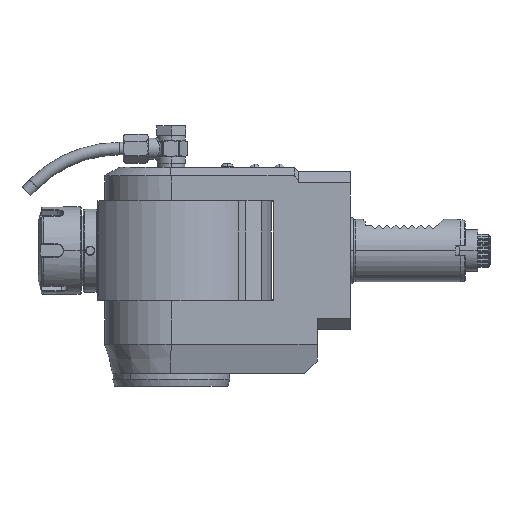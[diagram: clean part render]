
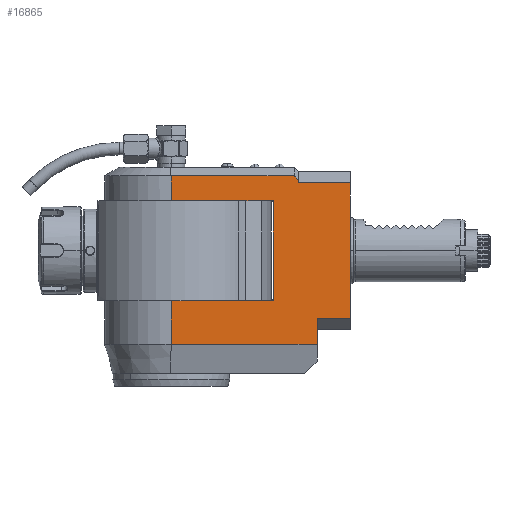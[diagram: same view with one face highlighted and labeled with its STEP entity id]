
A CAD part, left-side view. The second image highlights one B-rep face of the part: STEP entity #16865.
In plain terms, the highlighted planar face has unit normal (-1, 0, 0).
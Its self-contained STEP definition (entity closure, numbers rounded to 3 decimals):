
#255=DIRECTION('',(0.,1.,0.));
#256=VECTOR('',#255,59.);
#257=CARTESIAN_POINT('',(-32.,-59.,35.959));
#258=LINE('',#257,#256);
#285=DIRECTION('',(0.,0.,1.));
#286=VECTOR('',#285,0.5);
#287=CARTESIAN_POINT('',(-32.,-59.,35.459));
#288=LINE('',#287,#286);
#293=DIRECTION('',(0.,1.,0.));
#294=VECTOR('',#293,0.433);
#295=CARTESIAN_POINT('',(-32.,-59.433,35.459));
#296=LINE('',#295,#294);
#297=DIRECTION('',(0.,0.655,0.756));
#298=VECTOR('',#297,2.394);
#299=CARTESIAN_POINT('',(-32.,-61.,33.649));
#300=LINE('',#299,#298);
#301=DIRECTION('',(0.,-1.,0.));
#302=VECTOR('',#301,25.);
#303=CARTESIAN_POINT('',(-32.,-61.,32.515));
#304=LINE('',#303,#302);
#305=DIRECTION('',(0.,-1.,0.));
#306=VECTOR('',#305,16.);
#307=CARTESIAN_POINT('',(-32.,-70.,-32.515));
#308=LINE('',#307,#306);
#309=DIRECTION('',(0.,1.,0.));
#310=VECTOR('',#309,23.368);
#311=CARTESIAN_POINT('',(-32.,-49.,24.));
#312=LINE('',#311,#310);
#317=DIRECTION('',(0.,0.,-1.));
#318=VECTOR('',#317,11.959);
#319=CARTESIAN_POINT('',(-32.,0.,35.959));
#320=LINE('',#319,#318);
#336=DIRECTION('',(0.,-1.,0.));
#337=VECTOR('',#336,25.632);
#338=CARTESIAN_POINT('',(-32.,0.,24.));
#339=LINE('',#338,#337);
#370=DIRECTION('',(0.,1.,0.));
#371=VECTOR('',#370,23.368);
#372=CARTESIAN_POINT('',(-32.,-49.,-24.));
#373=LINE('',#372,#371);
#410=DIRECTION('',(0.,0.,-1.));
#411=VECTOR('',#410,48.);
#412=CARTESIAN_POINT('',(-32.,-49.,24.));
#413=LINE('',#412,#411);
#1006=DIRECTION('',(0.,1.,0.));
#1007=VECTOR('',#1006,25.632);
#1008=CARTESIAN_POINT('',(-32.,-25.632,-24.));
#1009=LINE('',#1008,#1007);
#1019=DIRECTION('',(0.,0.,-1.));
#1020=VECTOR('',#1019,21.);
#1021=CARTESIAN_POINT('',(-32.,0.,-24.));
#1022=LINE('',#1021,#1020);
#1033=DIRECTION('',(0.,-1.,0.));
#1034=VECTOR('',#1033,70.);
#1035=CARTESIAN_POINT('',(-32.,0.,
-45.));
#1036=LINE('',#1035,#1034);
#1059=DIRECTION('',(0.,0.,1.));
#1060=VECTOR('',#1059,12.485);
#1061=CARTESIAN_POINT('',(-32.,-70.,-45.));
#1062=LINE('',#1061,#1060);
#1359=DIRECTION('',(0.,0.,-1.));
#1360=VECTOR('',#1359,65.03);
#1361=CARTESIAN_POINT('',(-32.,-86.,32.515));
#1362=LINE('',#1361,#1360);
#1571=DIRECTION('',(0.,0.,1.));
#1572=VECTOR('',#1571,1.134);
#1573=CARTESIAN_POINT('',(-32.,-61.,32.515));
#1574=LINE('',#1573,#1572);
#14962=CARTESIAN_POINT('',(-32.,-61.,33.649));
#14963=CARTESIAN_POINT('',(-32.,-59.433,35.459));
#14964=VERTEX_POINT('',#14962);
#14965=VERTEX_POINT('',#14963);
#16158=CARTESIAN_POINT('',(-32.,-86.,32.515));
#16160=VERTEX_POINT('',#16158);
#16165=CARTESIAN_POINT('',(-32.,-49.,24.));
#16166=CARTESIAN_POINT('',(-32.,-49.,-24.));
#16167=VERTEX_POINT('',#16165);
#16168=VERTEX_POINT('',#16166);
#16181=CARTESIAN_POINT('',(-32.,-25.632,-24.));
#16182=VERTEX_POINT('',#16181);
#16185=CARTESIAN_POINT('',(-32.,-25.632,24.));
#16186=VERTEX_POINT('',#16185);
#16197=CARTESIAN_POINT('',(-32.,-70.,-45.));
#16199=VERTEX_POINT('',#16197);
#16209=CARTESIAN_POINT('',(-32.,-86.,-32.515));
#16210=VERTEX_POINT('',#16209);
#16213=CARTESIAN_POINT('',(-32.,-59.,35.959));
#16214=CARTESIAN_POINT('',(-32.,0.,35.959));
#16215=VERTEX_POINT('',#16213);
#16216=VERTEX_POINT('',#16214);
#16227=CARTESIAN_POINT('',(-32.,-70.,-32.515));
#16228=VERTEX_POINT('',#16227);
#16234=CARTESIAN_POINT('',(-32.,0.,-45.));
#16236=VERTEX_POINT('',#16234);
#16281=CARTESIAN_POINT('',(-32.,-59.,35.459));
#16283=VERTEX_POINT('',#16281);
#16534=CARTESIAN_POINT('',(-32.,-61.,32.515));
#16535=VERTEX_POINT('',#16534);
#16542=CARTESIAN_POINT('',(-32.,0.,-24.));
#16543=VERTEX_POINT('',#16542);
#16545=CARTESIAN_POINT('',(-32.,0.,24.));
#16547=VERTEX_POINT('',#16545);
#16828=CARTESIAN_POINT('',(-32.,0.,-59.));
#16829=DIRECTION('',(-1.,0.,0.));
#16830=DIRECTION('',(0.,-1.,0.));
#16831=AXIS2_PLACEMENT_3D('',#16828,#16829,#16830);
#16832=PLANE('',#16831);
#16834=ORIENTED_EDGE('',*,*,#16833,.F.);
#16835=ORIENTED_EDGE('',*,*,#16776,.F.);
#16836=ORIENTED_EDGE('',*,*,#16822,.F.);
#16837=ORIENTED_EDGE('',*,*,#16811,.F.);
#16838=ORIENTED_EDGE('',*,*,#16798,.F.);
#16840=ORIENTED_EDGE('',*,*,#16839,.F.);
#16842=ORIENTED_EDGE('',*,*,#16841,.T.);
#16844=ORIENTED_EDGE('',*,*,#16843,.T.);
#16846=ORIENTED_EDGE('',*,*,#16845,.F.);
#16848=ORIENTED_EDGE('',*,*,#16847,.F.);
#16850=ORIENTED_EDGE('',*,*,#16849,.F.);
#16852=ORIENTED_EDGE('',*,*,#16851,.F.);
#16854=ORIENTED_EDGE('',*,*,#16853,.F.);
#16856=ORIENTED_EDGE('',*,*,#16855,.F.);
#16858=ORIENTED_EDGE('',*,*,#16857,.F.);
#16860=ORIENTED_EDGE('',*,*,#16859,.T.);
#16862=ORIENTED_EDGE('',*,*,#16861,.F.);
#16863=EDGE_LOOP('',(#16834,#16835,#16836,#16837,#16838,#16840,#16842,#16844,
#16846,#16848,#16850,#16852,#16854,#16856,#16858,#16860,#16862));
#16864=FACE_OUTER_BOUND('',#16863,.F.);
#16776=EDGE_CURVE('',#16215,#16216,#258,.T.);
#16798=EDGE_CURVE('',#14964,#14965,#300,.T.);
#16811=EDGE_CURVE('',#14965,#16283,#296,.T.);
#16822=EDGE_CURVE('',#16283,#16215,#288,.T.);
#16833=EDGE_CURVE('',#16216,#16547,#320,.T.);
#16839=EDGE_CURVE('',#16535,#14964,#1574,.T.);
#16841=EDGE_CURVE('',#16535,#16160,#304,.T.);
#16843=EDGE_CURVE('',#16160,#16210,#1362,.T.);
#16845=EDGE_CURVE('',#16228,#16210,#308,.T.);
#16847=EDGE_CURVE('',#16199,#16228,#1062,.T.);
#16849=EDGE_CURVE('',#16236,#16199,#1036,.T.);
#16851=EDGE_CURVE('',#16543,#16236,#1022,.T.);
#16853=EDGE_CURVE('',#16182,#16543,#1009,.T.);
#16855=EDGE_CURVE('',#16168,#16182,#373,.T.);
#16857=EDGE_CURVE('',#16167,#16168,#413,.T.);
#16859=EDGE_CURVE('',#16167,#16186,#312,.T.);
#16861=EDGE_CURVE('',#16547,#16186,#339,.T.);
#16865=ADVANCED_FACE('',(#16864),#16832,.T.);
